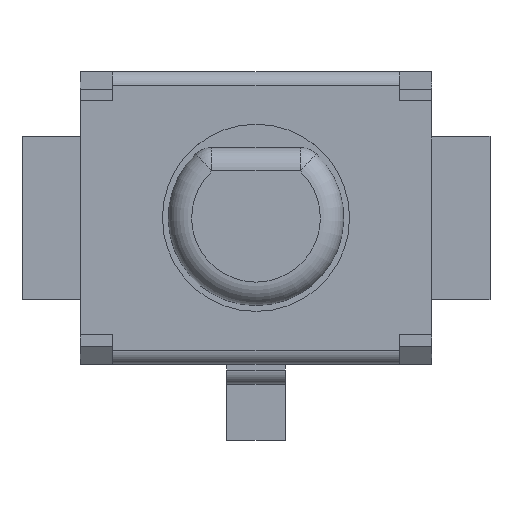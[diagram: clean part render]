
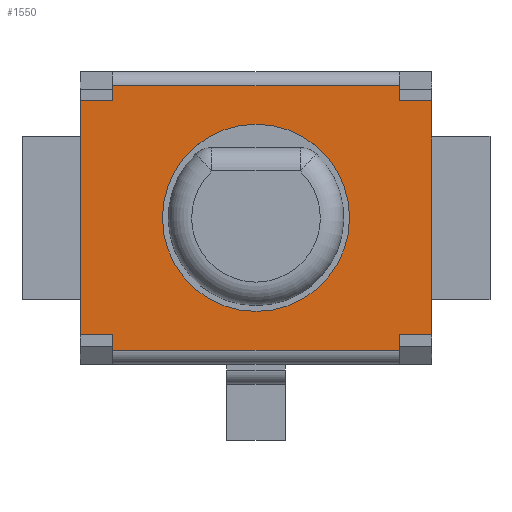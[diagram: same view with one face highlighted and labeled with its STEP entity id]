
A CAD part, top view. The second image highlights one B-rep face of the part: STEP entity #1550.
In plain terms, the highlighted planar face has unit normal (0, 0, 1).
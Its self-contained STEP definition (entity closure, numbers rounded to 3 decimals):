
#13=DIRECTION('',(0.,0.,1.));
#27=VECTOR('',#28,1.);
#28=DIRECTION('',(1.,0.,0.));
#40=VECTOR('',#41,1.);
#41=DIRECTION('',(1.,0.,0.));
#111=VECTOR('',#112,1.);
#112=DIRECTION('',(-1.,0.,0.));
#119=DIRECTION('',(0.,1.,0.));
#137=VECTOR('',#138,1.);
#138=DIRECTION('',(0.,-1.,0.));
#145=VECTOR('',#119,1.);
#243=VECTOR('',#244,1.);
#244=DIRECTION('',(0.,1.,0.));
#294=VECTOR('',#295,1.);
#295=DIRECTION('',(0.,-1.,0.));
#660=VECTOR('',#661,1.);
#661=DIRECTION('',(-1.,0.,0.));
#917=VERTEX_POINT('',#918);
#918=CARTESIAN_POINT('',(-1.5,1.82,1.2));
#920=ORIENTED_EDGE('',*,*,#921,.T.);
#921=EDGE_CURVE('',#917,#922,#924,.T.);
#922=VERTEX_POINT('',#923);
#923=CARTESIAN_POINT('',(-1.5,-0.18,1.2));
#924=LINE('',#918,#137);
#1088=VERTEX_POINT('',#1089);
#1089=CARTESIAN_POINT('',(1.225,-0.18,1.2));
#1092=EDGE_CURVE('',#1088,#1093,#1095,.T.);
#1093=VERTEX_POINT('',#1094);
#1094=CARTESIAN_POINT('',(1.225,-0.31,1.2));
#1095=LINE('',#1089,#294);
#1113=VERTEX_POINT('',#1114);
#1114=CARTESIAN_POINT('',(-1.225,-0.18,1.2));
#1116=ORIENTED_EDGE('',*,*,#1117,.T.);
#1117=EDGE_CURVE('',#1113,#1118,#1120,.T.);
#1118=VERTEX_POINT('',#1119);
#1119=CARTESIAN_POINT('',(-1.225,-0.31,1.2));
#1120=LINE('',#1114,#294);
#1274=VERTEX_POINT('',#1275);
#1275=CARTESIAN_POINT('',(1.5,-0.18,1.2));
#1277=ORIENTED_EDGE('',*,*,#1278,.T.);
#1278=EDGE_CURVE('',#1274,#1279,#1281,.T.);
#1279=VERTEX_POINT('',#1280);
#1280=CARTESIAN_POINT('',(1.5,1.82,1.2));
#1281=LINE('',#1275,#145);
#1516=VERTEX_POINT('',#1517);
#1517=CARTESIAN_POINT('',(-1.225,1.82,1.2));
#1520=EDGE_CURVE('',#1516,#1521,#1523,.T.);
#1521=VERTEX_POINT('',#1522);
#1522=CARTESIAN_POINT('',(-1.225,1.95,1.2));
#1523=LINE('',#1517,#243);
#1534=ORIENTED_EDGE('',*,*,#1535,.T.);
#1535=EDGE_CURVE('',#1516,#917,#1536,.T.);
#1536=LINE('',#1280,#111);
#1544=ORIENTED_EDGE('',*,*,#1545,.T.);
#1545=EDGE_CURVE('',#922,#1113,#1546,.T.);
#1546=LINE('',#923,#27);
#1550=ADVANCED_FACE('',(#1551,#1572),#1581,.T.);
#1551=FACE_BOUND('',#1552,.T.);
#1552=EDGE_LOOP('',(#1544,#1116,#1553,#1556,#1557,#1277,#1559,#1563,#1568,#1571,#1534,#920));
#1553=ORIENTED_EDGE('',*,*,#1554,.T.);
#1554=EDGE_CURVE('',#1118,#1093,#1555,.T.);
#1555=LINE('',#1119,#40);
#1556=ORIENTED_EDGE('',*,*,#1092,.F.);
#1557=ORIENTED_EDGE('',*,*,#1558,.T.);
#1558=EDGE_CURVE('',#1088,#1274,#1546,.T.);
#1559=ORIENTED_EDGE('',*,*,#1560,.T.);
#1560=EDGE_CURVE('',#1279,#1561,#1536,.T.);
#1561=VERTEX_POINT('',#1562);
#1562=CARTESIAN_POINT('',(1.225,1.82,1.2));
#1563=ORIENTED_EDGE('',*,*,#1564,.T.);
#1564=EDGE_CURVE('',#1561,#1565,#1567,.T.);
#1565=VERTEX_POINT('',#1566);
#1566=CARTESIAN_POINT('',(1.225,1.95,1.2));
#1567=LINE('',#1562,#243);
#1568=ORIENTED_EDGE('',*,*,#1569,.T.);
#1569=EDGE_CURVE('',#1565,#1521,#1570,.T.);
#1570=LINE('',#1566,#660);
#1571=ORIENTED_EDGE('',*,*,#1520,.F.);
#1572=FACE_BOUND('',#1573,.T.);
#1573=EDGE_LOOP('',(#1574));
#1574=ORIENTED_EDGE('',*,*,#1575,.F.);
#1575=EDGE_CURVE('',#1576,#1576,#1578,.T.);
#1576=VERTEX_POINT('',#1577);
#1577=CARTESIAN_POINT('',(0.8,0.82,1.2));
#1578=CIRCLE('',#1579,0.8);
#1579=AXIS2_PLACEMENT_3D('',#1580,#13,#28);
#1580=CARTESIAN_POINT('',(0.,0.82,1.2));
#1581=PLANE('',#1579);
